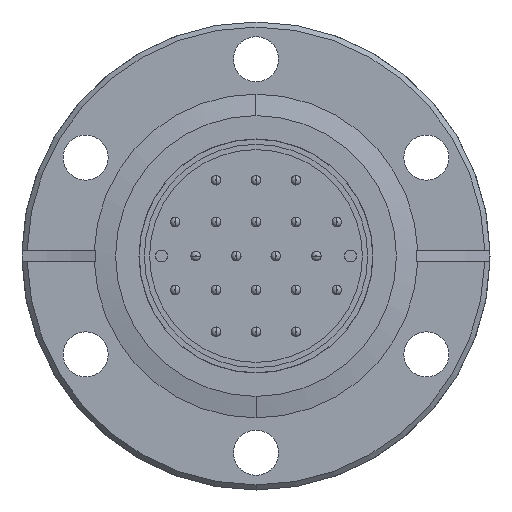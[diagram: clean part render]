
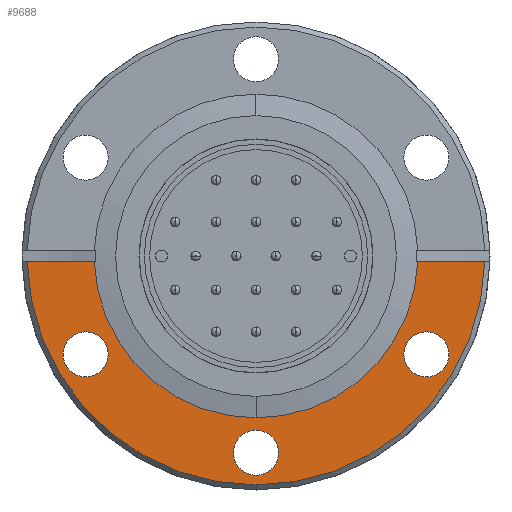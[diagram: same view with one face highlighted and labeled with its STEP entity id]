
A CAD part, front view. The second image highlights one B-rep face of the part: STEP entity #9688.
In plain terms, the highlighted planar face has unit normal (0, -1, 0).
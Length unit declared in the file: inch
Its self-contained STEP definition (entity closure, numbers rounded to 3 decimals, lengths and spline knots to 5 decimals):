
#1499 = CARTESIAN_POINT ( 'NONE',  ( 0., -1.436, 0. ) ) ;
#1500 = DIRECTION ( 'NONE',  ( 0., -1., 0. ) ) ;
#1501 = DIRECTION ( 'NONE',  ( 0., 0., 1. ) ) ;
#1511 = CARTESIAN_POINT ( 'NONE',  ( 0., -1.436, 0. ) ) ;
#1512 = DIRECTION ( 'NONE',  ( 0., -1., 0. ) ) ;
#1513 = DIRECTION ( 'NONE',  ( 0., 0., 1. ) ) ;
#1516 = CARTESIAN_POINT ( 'NONE',  ( 1.00113, -1.436, -0.578 ) ) ;
#1517 = DIRECTION ( 'NONE',  ( 0., -1., 0. ) ) ;
#1518 = DIRECTION ( 'NONE',  ( -0.866, 0., 0.5 ) ) ;
#1519 = CARTESIAN_POINT ( 'NONE',  ( -1.00113, -1.436, -0.578 ) ) ;
#1520 = DIRECTION ( 'NONE',  ( 0., -1., 0. ) ) ;
#1521 = DIRECTION ( 'NONE',  ( 0.866, 0., 0.5 ) ) ;
#1522 = DIRECTION ( 'NONE',  ( -1., 0., 0. ) ) ;
#1523 = CARTESIAN_POINT ( 'NONE',  ( 0., -1.436, -1.156 ) ) ;
#1524 = DIRECTION ( 'NONE',  ( 0., -1., 0. ) ) ;
#1525 = DIRECTION ( 'NONE',  ( 0., 0., 1. ) ) ;
#1527 = CARTESIAN_POINT ( 'NONE',  ( 1.345, -1.436, -0.031 ) ) ;
#1528 = CARTESIAN_POINT ( 'NONE',  ( 0., -1.436, 0. ) ) ;
#1529 = DIRECTION ( 'NONE',  ( 0., -1., 0. ) ) ;
#1530 = DIRECTION ( 'NONE',  ( 0., 0., 1. ) ) ;
#1531 = CARTESIAN_POINT ( 'NONE',  ( 1.345, -1.436, -0.031 ) ) ;
#1532 = DIRECTION ( 'NONE',  ( 1., 0., 0. ) ) ;
#5351 = CIRCLE ( 'NONE', #11471, 0.1325 ) ;
#5996 = CIRCLE ( 'NONE', #12288, 1.345 ) ;
#6001 = CIRCLE ( 'NONE', #12290, 1.345 ) ;
#6003 = CIRCLE ( 'NONE', #12291, 0.1325 ) ;
#6004 = CIRCLE ( 'NONE', #12292, 0.1325 ) ;
#6005 = CIRCLE ( 'NONE', #12293, 0.1325 ) ;
#6006 = LINE ( 'NONE', #1527, #6010 ) ;
#6007 = CIRCLE ( 'NONE', #12294, 0.951 ) ;
#6009 = LINE ( 'NONE', #1531, #6012 ) ;
#6010 = VECTOR ( 'NONE', #1522, 39.37008 ) ;
#6012 = VECTOR ( 'NONE', #1532, 39.37008 ) ;
#7131 = EDGE_CURVE ( 'NONE', #17056, #17057, #5351, .T. ) ;
#7170 = EDGE_CURVE ( 'NONE', #17076, #17077, #15177, .T. ) ;
#7174 = EDGE_CURVE ( 'NONE', #17072, #17073, #15180, .T. ) ;
#7234 = VERTEX_POINT ( 'NONE', #8112 ) ;
#7235 = VERTEX_POINT ( 'NONE', #8151 ) ;
#7236 = VERTEX_POINT ( 'NONE', #8113 ) ;
#7237 = VERTEX_POINT ( 'NONE', #8133 ) ;
#7243 = VERTEX_POINT ( 'NONE', #8091 ) ;
#7374 = DIRECTION ( 'NONE',  ( -0.866, 0., 0.5 ) ) ;
#7376 = DIRECTION ( 'NONE',  ( 0., -1., 0. ) ) ;
#7377 = CARTESIAN_POINT ( 'NONE',  ( 1.00113, -1.436, -0.578 ) ) ;
#7754 = DIRECTION ( 'NONE',  ( 0., 0., 1. ) ) ;
#7756 = DIRECTION ( 'NONE',  ( 0., -1., 0. ) ) ;
#7758 = CARTESIAN_POINT ( 'NONE',  ( 0., -1.436, -1.156 ) ) ;
#7831 = DIRECTION ( 'NONE',  ( 0.866, 0., 0.5 ) ) ;
#7834 = DIRECTION ( 'NONE',  ( 0., -1., 0. ) ) ;
#7836 = CARTESIAN_POINT ( 'NONE',  ( -1.00113, -1.436, -0.578 ) ) ;
#8091 = CARTESIAN_POINT ( 'NONE',  ( -0.95049, -1.436, -0.031 ) ) ;
#8112 = CARTESIAN_POINT ( 'NONE',  ( 0.95049, -1.436, -0.031 ) ) ;
#8113 = CARTESIAN_POINT ( 'NONE',  ( -1.34464, -1.436, -0.031 ) ) ;
#8133 = CARTESIAN_POINT ( 'NONE',  ( 0., -1.436, -1.345 ) ) ;
#8151 = CARTESIAN_POINT ( 'NONE',  ( 1.34464, -1.436, -0.031 ) ) ;
#9491 = CARTESIAN_POINT ( 'NONE',  ( 1.00113, -1.436, -0.4455 ) ) ;
#9540 = CARTESIAN_POINT ( 'NONE',  ( 1.00113, -1.436, -0.7105 ) ) ;
#9554 = CARTESIAN_POINT ( 'NONE',  ( -1.00113, -1.436, -0.7105 ) ) ;
#9555 = CARTESIAN_POINT ( 'NONE',  ( -1.00113, -1.436, -0.4455 ) ) ;
#9558 = CARTESIAN_POINT ( 'NONE',  ( 0., -1.436, -1.2885 ) ) ;
#9559 = CARTESIAN_POINT ( 'NONE',  ( 0., -1.436, -1.0235 ) ) ;
#9688 = ADVANCED_FACE ( 'NONE', ( #15294, #15300, #15298, #15297 ), #19968, .T. ) ;
#11471 = AXIS2_PLACEMENT_3D ( 'NONE', #7377, #7376, #7374 ) ;
#11489 = AXIS2_PLACEMENT_3D ( 'NONE', #7758, #7756, #7754 ) ;
#11491 = AXIS2_PLACEMENT_3D ( 'NONE', #7836, #7834, #7831 ) ;
#11623 = AXIS2_PLACEMENT_3D ( 'NONE', #19966, #19963, #19969 ) ;
#12288 = AXIS2_PLACEMENT_3D ( 'NONE', #1499, #1500, #1501 ) ;
#12290 = AXIS2_PLACEMENT_3D ( 'NONE', #1511, #1512, #1513 ) ;
#12291 = AXIS2_PLACEMENT_3D ( 'NONE', #1516, #1517, #1518 ) ;
#12292 = AXIS2_PLACEMENT_3D ( 'NONE', #1519, #1520, #1521 ) ;
#12293 = AXIS2_PLACEMENT_3D ( 'NONE', #1523, #1524, #1525 ) ;
#12294 = AXIS2_PLACEMENT_3D ( 'NONE', #1528, #1529, #1530 ) ;
#12987 = ORIENTED_EDGE ( 'NONE', *, *, #16781, .F. ) ;
#12988 = ORIENTED_EDGE ( 'NONE', *, *, #16770, .T. ) ;
#12989 = ORIENTED_EDGE ( 'NONE', *, *, #16774, .T. ) ;
#12990 = ORIENTED_EDGE ( 'NONE', *, *, #16780, .T. ) ;
#12991 = ORIENTED_EDGE ( 'NONE', *, *, #16779, .F. ) ;
#12992 = ORIENTED_EDGE ( 'NONE', *, *, #7170, .F. ) ;
#12993 = ORIENTED_EDGE ( 'NONE', *, *, #16778, .F. ) ;
#12994 = ORIENTED_EDGE ( 'NONE', *, *, #7174, .F. ) ;
#12995 = ORIENTED_EDGE ( 'NONE', *, *, #16777, .F. ) ;
#12996 = ORIENTED_EDGE ( 'NONE', *, *, #7131, .F. ) ;
#12997 = ORIENTED_EDGE ( 'NONE', *, *, #16776, .F. ) ;
#15177 = CIRCLE ( 'NONE', #11489, 0.1325 ) ;
#15180 = CIRCLE ( 'NONE', #11491, 0.1325 ) ;
#15294 = FACE_BOUND ( 'NONE', #19131, .T. ) ;
#15297 = FACE_OUTER_BOUND ( 'NONE', #19130, .T. ) ;
#15298 = FACE_BOUND ( 'NONE', #20453, .T. ) ;
#15300 = FACE_BOUND ( 'NONE', #19196, .T. ) ;
#16770 = EDGE_CURVE ( 'NONE', #7237, #7235, #5996, .T. ) ;
#16774 = EDGE_CURVE ( 'NONE', #7236, #7237, #6001, .T. ) ;
#16776 = EDGE_CURVE ( 'NONE', #17057, #17056, #6003, .T. ) ;
#16777 = EDGE_CURVE ( 'NONE', #17073, #17072, #6004, .T. ) ;
#16778 = EDGE_CURVE ( 'NONE', #17077, #17076, #6005, .T. ) ;
#16779 = EDGE_CURVE ( 'NONE', #7243, #7234, #6007, .T. ) ;
#16780 = EDGE_CURVE ( 'NONE', #7243, #7236, #6006, .T. ) ;
#16781 = EDGE_CURVE ( 'NONE', #7234, #7235, #6009, .T. ) ;
#17056 = VERTEX_POINT ( 'NONE', #9540 ) ;
#17057 = VERTEX_POINT ( 'NONE', #9491 ) ;
#17072 = VERTEX_POINT ( 'NONE', #9554 ) ;
#17073 = VERTEX_POINT ( 'NONE', #9555 ) ;
#17076 = VERTEX_POINT ( 'NONE', #9558 ) ;
#17077 = VERTEX_POINT ( 'NONE', #9559 ) ;
#19130 = EDGE_LOOP ( 'NONE', ( #12991, #12990, #12989, #12988, #12987 ) ) ;
#19131 = EDGE_LOOP ( 'NONE', ( #12997, #12996 ) ) ;
#19196 = EDGE_LOOP ( 'NONE', ( #12995, #12994 ) ) ;
#19963 = DIRECTION ( 'NONE',  ( 0., -1., 0. ) ) ;
#19966 = CARTESIAN_POINT ( 'NONE',  ( 1.345, -1.436, 0. ) ) ;
#19968 = PLANE ( 'NONE',  #11623 ) ;
#19969 = DIRECTION ( 'NONE',  ( 0., 0., 1. ) ) ;
#20453 = EDGE_LOOP ( 'NONE', ( #12993, #12992 ) ) ;
